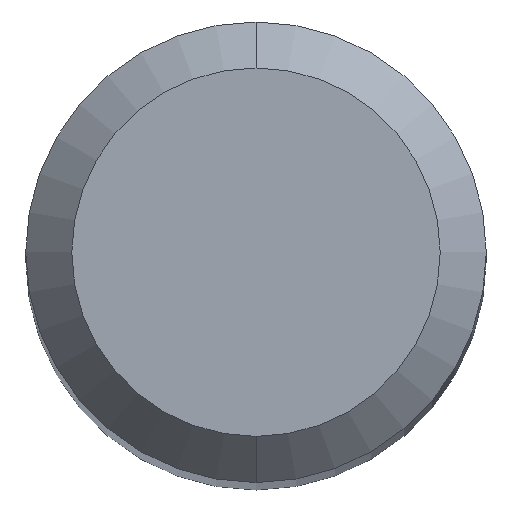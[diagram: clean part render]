
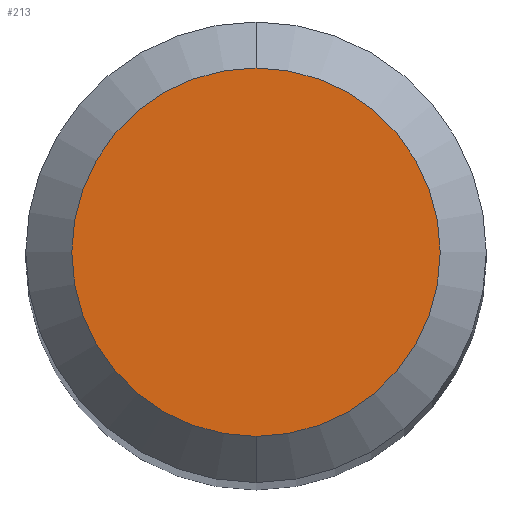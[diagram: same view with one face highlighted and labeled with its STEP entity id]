
A CAD part, top view. The second image highlights one B-rep face of the part: STEP entity #213.
In plain terms, the highlighted planar face has unit normal (0, 0, 1).
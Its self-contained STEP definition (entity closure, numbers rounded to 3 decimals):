
#197=VERTEX_POINT('',#504);
#213=ADVANCED_FACE('',(#522),#523,.T.);
#361=EDGE_CURVE('',#197,#463,#685,.T.);
#405=EDGE_CURVE('',#463,#197,#736,.T.);
#463=VERTEX_POINT('',#800);
#504=CARTESIAN_POINT('',(0.0,1.2,0.0));
#522=FACE_OUTER_BOUND('',#914,.T.);
#523=PLANE('',#915);
#685=CIRCLE('',#1269,1.2);
#736=CIRCLE('',#1345,1.2);
#800=CARTESIAN_POINT('',(0.,-1.2,0.0));
#914=EDGE_LOOP('',(#1477,#1478));
#915=AXIS2_PLACEMENT_3D('',#1479,#1480,#1481);
#1269=AXIS2_PLACEMENT_3D('',#1644,#1645,#1646);
#1345=AXIS2_PLACEMENT_3D('',#1715,#1716,#1717);
#1477=ORIENTED_EDGE('',*,*,#361,.F.);
#1478=ORIENTED_EDGE('',*,*,#405,.F.);
#1479=CARTESIAN_POINT('',(0.0,0.6,0.0));
#1480=DIRECTION('',(-0.0,0.0,1.0));
#1481=DIRECTION('',(0.0,-1.0,0.0));
#1644=CARTESIAN_POINT('',(0.0,0.0,0.0));
#1645=DIRECTION('',(0.0,0.0,-1.0));
#1646=DIRECTION('',(0.0,1.0,0.0));
#1715=CARTESIAN_POINT('',(0.0,0.0,0.0));
#1716=DIRECTION('',(0.0,0.0,-1.0));
#1717=DIRECTION('',(0.0,1.0,0.0));
